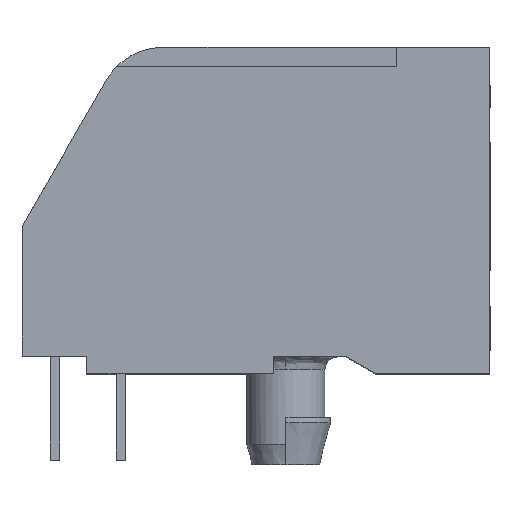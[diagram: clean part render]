
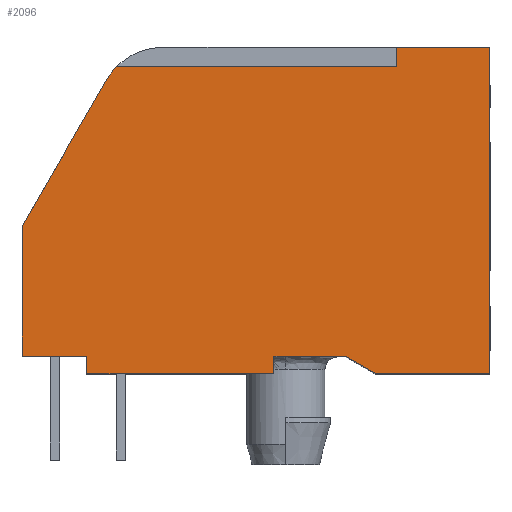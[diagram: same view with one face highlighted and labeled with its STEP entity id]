
A CAD part, top view. The second image highlights one B-rep face of the part: STEP entity #2096.
In plain terms, the highlighted planar face has unit normal (0, 0, 1).
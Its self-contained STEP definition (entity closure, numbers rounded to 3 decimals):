
#375 = FACE_OUTER_BOUND ( 'NONE', #1117, .T. ) ;
#647 = VECTOR ( 'NONE', #4443, 1000. ) ;
#649 = VECTOR ( 'NONE', #4445, 1000. ) ;
#650 = LINE ( 'NONE', #4444, #647 ) ;
#651 = VECTOR ( 'NONE', #4447, 1000. ) ;
#652 = LINE ( 'NONE', #4446, #649 ) ;
#654 = LINE ( 'NONE', #4448, #651 ) ;
#655 = VECTOR ( 'NONE', #4451, 1000. ) ;
#658 = LINE ( 'NONE', #4452, #655 ) ;
#665 = VECTOR ( 'NONE', #3749, 1000. ) ;
#668 = LINE ( 'NONE', #3752, #665 ) ;
#785 = EDGE_CURVE ( 'NONE', #1320, #1326, #973, .T. ) ;
#787 = EDGE_CURVE ( 'NONE', #1319, #1394, #972, .T. ) ;
#791 = EDGE_CURVE ( 'NONE', #1394, #1403, #964, .T. ) ;
#792 = EDGE_CURVE ( 'NONE', #1403, #1368, #893, .T. ) ;
#796 = EDGE_CURVE ( 'NONE', #1366, #1306, #960, .T. ) ;
#800 = EDGE_CURVE ( 'NONE', #1393, #1366, #950, .T. ) ;
#802 = EDGE_CURVE ( 'NONE', #1323, #1393, #954, .T. ) ;
#808 = EDGE_CURVE ( 'NONE', #1304, #1381, #934, .T. ) ;
#874 = EDGE_CURVE ( 'NONE', #1379, #1323, #668, .T. ) ;
#879 = EDGE_CURVE ( 'NONE', #1368, #1406, #895, .T. ) ;
#884 = EDGE_CURVE ( 'NONE', #1168, #1319, #658, .T. ) ;
#886 = EDGE_CURVE ( 'NONE', #1167, #1381, #654, .T. ) ;
#887 = EDGE_CURVE ( 'NONE', #1168, #1167, #652, .T. ) ;
#888 = EDGE_CURVE ( 'NONE', #1379, #1406, #650, .T. ) ;
#893 = B_SPLINE_CURVE_WITH_KNOTS ( 'NONE', 3,
 ( #4263, #4256, #4246, #4245, #4244, #4243, #4241 ),
 .UNSPECIFIED., .F., .F.,
 ( 4, 3, 4 ),
 ( 0., 0., 0. ),
 .UNSPECIFIED. ) ;
#895 = B_SPLINE_CURVE_WITH_KNOTS ( 'NONE', 3,
 ( #3735, #3728, #3551, #3549, #3548, #3547, #4515 ),
 .UNSPECIFIED., .F., .F.,
 ( 4, 3, 4 ),
 ( 0., 0., 0.001 ),
 .UNSPECIFIED. ) ;
#931 = VECTOR ( 'NONE', #4161, 1000. ) ;
#934 = LINE ( 'NONE', #4168, #931 ) ;
#943 = VECTOR ( 'NONE', #4213, 1000. ) ;
#947 = VECTOR ( 'NONE', #4217, 1000. ) ;
#950 = LINE ( 'NONE', #4218, #947 ) ;
#954 = LINE ( 'NONE', #4233, #943 ) ;
#955 = VECTOR ( 'NONE', #4232, 1000. ) ;
#960 = LINE ( 'NONE', #4236, #955 ) ;
#964 = LINE ( 'NONE', #4251, #966 ) ;
#966 = VECTOR ( 'NONE', #4250, 1000. ) ;
#967 = VECTOR ( 'NONE', #4262, 1000. ) ;
#971 = VECTOR ( 'NONE', #4281, 1000. ) ;
#972 = LINE ( 'NONE', #4274, #967 ) ;
#973 = LINE ( 'NONE', #4280, #971 ) ;
#1117 = EDGE_LOOP ( 'NONE', ( #3275, #3274, #3273, #3272, #3271, #3270, #3268, #3267, #3247, #3455, #3457, #3408, #3540, #3409, #3429, #3410 ) ) ;
#1167 = VERTEX_POINT ( 'NONE', #4505 ) ;
#1168 = VERTEX_POINT ( 'NONE', #4434 ) ;
#1304 = VERTEX_POINT ( 'NONE', #4298 ) ;
#1306 = VERTEX_POINT ( 'NONE', #4296 ) ;
#1319 = VERTEX_POINT ( 'NONE', #4283 ) ;
#1320 = VERTEX_POINT ( 'NONE', #4275 ) ;
#1323 = VERTEX_POINT ( 'NONE', #4270 ) ;
#1326 = VERTEX_POINT ( 'NONE', #4231 ) ;
#1366 = VERTEX_POINT ( 'NONE', #4170 ) ;
#1368 = VERTEX_POINT ( 'NONE', #4166 ) ;
#1379 = VERTEX_POINT ( 'NONE', #4150 ) ;
#1381 = VERTEX_POINT ( 'NONE', #4147 ) ;
#1393 = VERTEX_POINT ( 'NONE', #4133 ) ;
#1394 = VERTEX_POINT ( 'NONE', #4132 ) ;
#1403 = VERTEX_POINT ( 'NONE', #4119 ) ;
#1406 = VERTEX_POINT ( 'NONE', #4114 ) ;
#1846 = DIRECTION ( 'NONE',  ( 1., 0., 0. ) ) ;
#1847 = DIRECTION ( 'NONE',  ( 0., 0., 1. ) ) ;
#1849 = PLANE ( 'NONE',  #4546 ) ;
#1856 = CARTESIAN_POINT ( 'NONE',  ( -3.984, -12.57, 0. ) ) ;
#2096 = ADVANCED_FACE ( 'NONE', ( #375 ), #1849, .T. ) ;
#2365 = EDGE_CURVE ( 'NONE', #1306, #1320, #2579, .T. ) ;
#2395 = EDGE_CURVE ( 'NONE', #1326, #1304, #2516, .T. ) ;
#2516 = CIRCLE ( 'NONE', #4557, 2.5 ) ;
#2571 = VECTOR ( 'NONE', #4706, 1000. ) ;
#2579 = LINE ( 'NONE', #4716, #2571 ) ;
#3247 = ORIENTED_EDGE ( 'NONE', *, *, #886, .F. ) ;
#3267 = ORIENTED_EDGE ( 'NONE', *, *, #808, .T. ) ;
#3268 = ORIENTED_EDGE ( 'NONE', *, *, #2395, .T. ) ;
#3270 = ORIENTED_EDGE ( 'NONE', *, *, #785, .T. ) ;
#3271 = ORIENTED_EDGE ( 'NONE', *, *, #2365, .T. ) ;
#3272 = ORIENTED_EDGE ( 'NONE', *, *, #796, .T. ) ;
#3273 = ORIENTED_EDGE ( 'NONE', *, *, #800, .T. ) ;
#3274 = ORIENTED_EDGE ( 'NONE', *, *, #802, .T. ) ;
#3275 = ORIENTED_EDGE ( 'NONE', *, *, #874, .T. ) ;
#3408 = ORIENTED_EDGE ( 'NONE', *, *, #787, .T. ) ;
#3409 = ORIENTED_EDGE ( 'NONE', *, *, #792, .T. ) ;
#3410 = ORIENTED_EDGE ( 'NONE', *, *, #888, .F. ) ;
#3429 = ORIENTED_EDGE ( 'NONE', *, *, #879, .T. ) ;
#3455 = ORIENTED_EDGE ( 'NONE', *, *, #887, .F. ) ;
#3457 = ORIENTED_EDGE ( 'NONE', *, *, #884, .T. ) ;
#3540 = ORIENTED_EDGE ( 'NONE', *, *, #791, .T. ) ;
#3547 = CARTESIAN_POINT ( 'NONE',  ( 6.676, -11.9, 0. ) ) ;
#3548 = CARTESIAN_POINT ( 'NONE',  ( 6.551, -11.904, 0. ) ) ;
#3549 = CARTESIAN_POINT ( 'NONE',  ( 6.426, -11.907, 0. ) ) ;
#3551 = CARTESIAN_POINT ( 'NONE',  ( 6.343, -11.909, 0. ) ) ;
#3728 = CARTESIAN_POINT ( 'NONE',  ( 6.26, -11.91, 0. ) ) ;
#3735 = CARTESIAN_POINT ( 'NONE',  ( 6.176, -11.91, 0. ) ) ;
#3749 = DIRECTION ( 'NONE',  ( 0.866, -0.5, 0. ) ) ;
#3752 = CARTESIAN_POINT ( 'NONE',  ( 8.466, -11.9, 0. ) ) ;
#4114 = CARTESIAN_POINT ( 'NONE',  ( 6.802, -11.9, 0. ) ) ;
#4119 = CARTESIAN_POINT ( 'NONE',  ( 5.716, -11.902, 0. ) ) ;
#4132 = CARTESIAN_POINT ( 'NONE',  ( 5.716, -12.57, 0. ) ) ;
#4133 = CARTESIAN_POINT ( 'NONE',  ( 14.046, -12.57, 0. ) ) ;
#4147 = CARTESIAN_POINT ( 'NONE',  ( -3.984, -6.9, 0. ) ) ;
#4150 = CARTESIAN_POINT ( 'NONE',  ( 8.466, -11.9, 0. ) ) ;
#4161 = DIRECTION ( 'NONE',  ( -0.5, -0.866, 0. ) ) ;
#4166 = CARTESIAN_POINT ( 'NONE',  ( 6.176, -11.91, 0. ) ) ;
#4168 = CARTESIAN_POINT ( 'NONE',  ( -0.722, -1.25, 0. ) ) ;
#4170 = CARTESIAN_POINT ( 'NONE',  ( 14.046, 0., 0. ) ) ;
#4213 = DIRECTION ( 'NONE',  ( 1., 0., 0. ) ) ;
#4217 = DIRECTION ( 'NONE',  ( 0., 1., 0. ) ) ;
#4218 = CARTESIAN_POINT ( 'NONE',  ( 14.046, -6.285, 0. ) ) ;
#4231 = CARTESIAN_POINT ( 'NONE',  ( -0.342, -0.75, 0. ) ) ;
#4232 = DIRECTION ( 'NONE',  ( -1., 0., 0. ) ) ;
#4233 = CARTESIAN_POINT ( 'NONE',  ( 5.031, -12.57, 0. ) ) ;
#4236 = CARTESIAN_POINT ( 'NONE',  ( 5.031, 0., 0. ) ) ;
#4241 = CARTESIAN_POINT ( 'NONE',  ( 6.176, -11.91, 0. ) ) ;
#4243 = CARTESIAN_POINT ( 'NONE',  ( 6.1, -11.91, 0. ) ) ;
#4244 = CARTESIAN_POINT ( 'NONE',  ( 6.023, -11.909, 0. ) ) ;
#4245 = CARTESIAN_POINT ( 'NONE',  ( 5.946, -11.907, 0. ) ) ;
#4246 = CARTESIAN_POINT ( 'NONE',  ( 5.87, -11.906, 0. ) ) ;
#4250 = DIRECTION ( 'NONE',  ( 0., 1., 0. ) ) ;
#4251 = CARTESIAN_POINT ( 'NONE',  ( 5.716, -6.285, 0. ) ) ;
#4256 = CARTESIAN_POINT ( 'NONE',  ( 5.793, -11.904, 0. ) ) ;
#4262 = DIRECTION ( 'NONE',  ( 1., 0., 0. ) ) ;
#4263 = CARTESIAN_POINT ( 'NONE',  ( 5.716, -11.902, 0. ) ) ;
#4270 = CARTESIAN_POINT ( 'NONE',  ( 9.627, -12.57, 0. ) ) ;
#4274 = CARTESIAN_POINT ( 'NONE',  ( 5.031, -12.57, 0. ) ) ;
#4275 = CARTESIAN_POINT ( 'NONE',  ( 10.446, -0.75, 0. ) ) ;
#4280 = CARTESIAN_POINT ( 'NONE',  ( 5.031, -0.75, 0. ) ) ;
#4281 = DIRECTION ( 'NONE',  ( -1., 0., 0. ) ) ;
#4283 = CARTESIAN_POINT ( 'NONE',  ( -1.484, -12.57, 0. ) ) ;
#4296 = CARTESIAN_POINT ( 'NONE',  ( 10.446, 0., 0. ) ) ;
#4298 = CARTESIAN_POINT ( 'NONE',  ( -0.722, -1.25, 0. ) ) ;
#4434 = CARTESIAN_POINT ( 'NONE',  ( -1.484, -11.9, 0. ) ) ;
#4443 = DIRECTION ( 'NONE',  ( -1., 0., 0. ) ) ;
#4444 = CARTESIAN_POINT ( 'NONE',  ( 2.241, -11.9, 0. ) ) ;
#4445 = DIRECTION ( 'NONE',  ( -1., 0., 0. ) ) ;
#4446 = CARTESIAN_POINT ( 'NONE',  ( 2.241, -11.9, 0. ) ) ;
#4447 = DIRECTION ( 'NONE',  ( 0., 1., 0. ) ) ;
#4448 = CARTESIAN_POINT ( 'NONE',  ( -3.984, -9.4, 0. ) ) ;
#4451 = DIRECTION ( 'NONE',  ( 0., -1., 0. ) ) ;
#4452 = CARTESIAN_POINT ( 'NONE',  ( -1.484, -6.285, 0. ) ) ;
#4505 = CARTESIAN_POINT ( 'NONE',  ( -3.984, -11.9, 0. ) ) ;
#4515 = CARTESIAN_POINT ( 'NONE',  ( 6.802, -11.9, 0. ) ) ;
#4546 = AXIS2_PLACEMENT_3D ( 'NONE', #1856, #1847, #1846 ) ;
#4557 = AXIS2_PLACEMENT_3D ( 'NONE', #4612, #4611, #4609 ) ;
#4609 = DIRECTION ( 'NONE',  ( 1., 0., 0. ) ) ;
#4611 = DIRECTION ( 'NONE',  ( 0., 0., 1. ) ) ;
#4612 = CARTESIAN_POINT ( 'NONE',  ( 1.443, -2.5, 0. ) ) ;
#4706 = DIRECTION ( 'NONE',  ( 0., -1., 0. ) ) ;
#4716 = CARTESIAN_POINT ( 'NONE',  ( 10.446, -0.375, 0. ) ) ;
